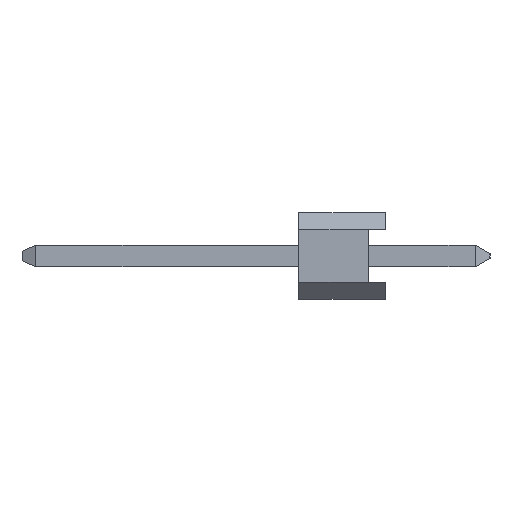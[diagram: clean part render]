
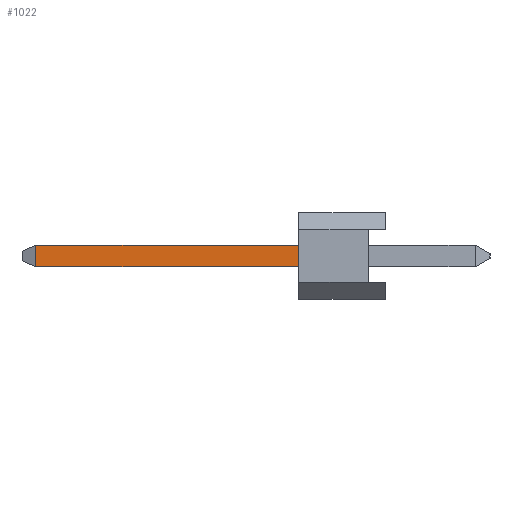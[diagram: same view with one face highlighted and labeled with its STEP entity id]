
A CAD part, left-side view. The second image highlights one B-rep face of the part: STEP entity #1022.
In plain terms, the highlighted planar face has unit normal (-1, 0, 0).
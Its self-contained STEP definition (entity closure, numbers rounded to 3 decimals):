
#1 = VERTEX_POINT ( 'NONE', #999 ) ;
#7 = VERTEX_POINT ( 'NONE', #869 ) ;
#33 = AXIS2_PLACEMENT_3D ( 'NONE', #739, #226, #941 ) ;
#58 = EDGE_CURVE ( 'NONE', #7, #159, #196, .T. ) ;
#70 = VECTOR ( 'NONE', #1201, 1000. ) ;
#129 = EDGE_CURVE ( 'NONE', #1, #790, #890, .T. ) ;
#159 = VERTEX_POINT ( 'NONE', #1134 ) ;
#196 = LINE ( 'NONE', #463, #449 ) ;
#226 = DIRECTION ( 'NONE',  ( 1., 0., 0. ) ) ;
#286 = CARTESIAN_POINT ( 'NONE',  ( -0.32, 10.22, -0.425 ) ) ;
#345 = CARTESIAN_POINT ( 'NONE',  ( -0.32, 10.62, -0.425 ) ) ;
#371 = EDGE_CURVE ( 'NONE', #1, #159, #492, .T. ) ;
#390 = EDGE_LOOP ( 'NONE', ( #1293, #853, #1049, #1170 ) ) ;
#449 = VECTOR ( 'NONE', #1093, 1000. ) ;
#460 = FACE_OUTER_BOUND ( 'NONE', #390, .T. ) ;
#463 = CARTESIAN_POINT ( 'NONE',  ( -0.32, 2.54, -0.425 ) ) ;
#492 = LINE ( 'NONE', #1032, #993 ) ;
#495 = EDGE_CURVE ( 'NONE', #790, #7, #1141, .T. ) ;
#538 = CARTESIAN_POINT ( 'NONE',  ( -0.32, 10.22, -0.425 ) ) ;
#575 = DIRECTION ( 'NONE',  ( 0., -1., 0. ) ) ;
#608 = DIRECTION ( 'NONE',  ( 0., -1., 0. ) ) ;
#639 = PLANE ( 'NONE',  #33 ) ;
#739 = CARTESIAN_POINT ( 'NONE',  ( -0.32, 10.62, -0.425 ) ) ;
#790 = VERTEX_POINT ( 'NONE', #538 ) ;
#853 = ORIENTED_EDGE ( 'NONE', *, *, #129, .T. ) ;
#869 = CARTESIAN_POINT ( 'NONE',  ( -0.32, 2.54, -0.425 ) ) ;
#870 = VECTOR ( 'NONE', #575, 1000. ) ;
#890 = LINE ( 'NONE', #286, #70 ) ;
#941 = DIRECTION ( 'NONE',  ( 0., 0., -1. ) ) ;
#993 = VECTOR ( 'NONE', #608, 1000. ) ;
#999 = CARTESIAN_POINT ( 'NONE',  ( -0.32, 10.22, 0.215 ) ) ;
#1022 = ADVANCED_FACE ( 'NONE', ( #460 ), #639, .F. ) ;
#1032 = CARTESIAN_POINT ( 'NONE',  ( -0.32, 10.62, 0.215 ) ) ;
#1049 = ORIENTED_EDGE ( 'NONE', *, *, #495, .T. ) ;
#1093 = DIRECTION ( 'NONE',  ( 0., 0., 1. ) ) ;
#1134 = CARTESIAN_POINT ( 'NONE',  ( -0.32, 2.54, 0.215 ) ) ;
#1141 = LINE ( 'NONE', #345, #870 ) ;
#1170 = ORIENTED_EDGE ( 'NONE', *, *, #58, .T. ) ;
#1201 = DIRECTION ( 'NONE',  ( 0., 0., -1. ) ) ;
#1293 = ORIENTED_EDGE ( 'NONE', *, *, #371, .F. ) ;
